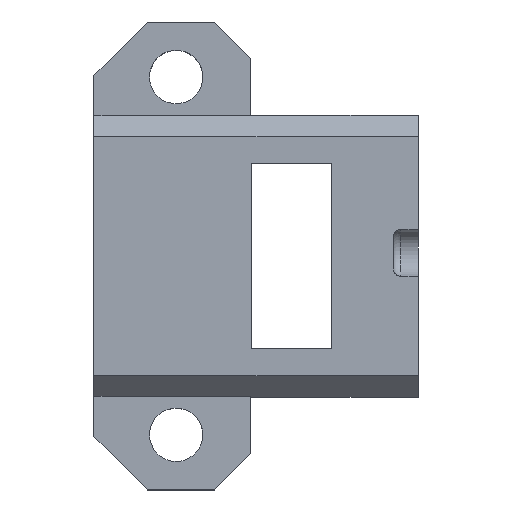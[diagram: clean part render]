
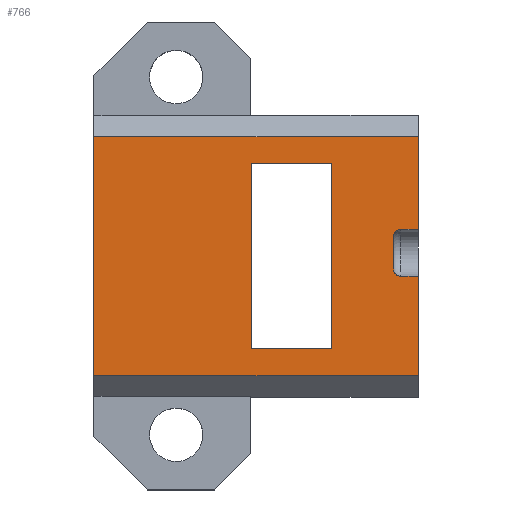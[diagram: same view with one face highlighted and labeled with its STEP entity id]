
A CAD part, top view. The second image highlights one B-rep face of the part: STEP entity #766.
In plain terms, the highlighted planar face has unit normal (0, 0, 1).
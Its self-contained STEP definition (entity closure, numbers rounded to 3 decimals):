
#19=FACE_BOUND('',#279,.T.);
#34=PLANE('',#825);
#62=LINE('',#1127,#145);
#64=LINE('',#1157,#147);
#65=LINE('',#1160,#148);
#66=LINE('',#1163,#149);
#67=LINE('',#1165,#150);
#68=LINE('',#1167,#151);
#69=LINE('',#1169,#152);
#70=LINE('',#1170,#153);
#71=LINE('',#1173,#154);
#72=LINE('',#1175,#155);
#73=LINE('',#1177,#156);
#74=LINE('',#1178,#157);
#145=VECTOR('',#894,10.);
#147=VECTOR('',#906,10.);
#148=VECTOR('',#909,10.);
#149=VECTOR('',#912,10.);
#150=VECTOR('',#913,10.);
#151=VECTOR('',#914,10.);
#152=VECTOR('',#915,10.);
#153=VECTOR('',#916,10.);
#154=VECTOR('',#917,10.);
#155=VECTOR('',#918,10.);
#156=VECTOR('',#919,10.);
#157=VECTOR('',#920,10.);
#240=FACE_OUTER_BOUND('',#278,.T.);
#278=EDGE_LOOP('',(#556,#557,#558,#559,#560,#561,#562,#563,#564,#565));
#279=EDGE_LOOP('',(#566,#567,#568,#569));
#349=B_SPLINE_CURVE_WITH_KNOTS('',3,(#1133,#1134,#1135,#1136,#1137,#1138,
#1139,#1140,#1141,#1142),.UNSPECIFIED.,.F.,.F.,(4,2,2,2,4),(0.156,
0.169,0.182,0.195,0.208),
 .UNSPECIFIED.);
#350=B_SPLINE_CURVE_WITH_KNOTS('',3,(#1145,#1146,#1147,#1148,#1149,#1150,
#1151,#1152,#1153,#1154),.UNSPECIFIED.,.F.,.F.,(4,2,2,2,4),(0.,0.013,
0.026,0.039,0.052),.UNSPECIFIED.);
#357=VERTEX_POINT('',#1125);
#358=VERTEX_POINT('',#1126);
#359=VERTEX_POINT('',#1132);
#360=VERTEX_POINT('',#1143);
#361=VERTEX_POINT('',#1156);
#362=VERTEX_POINT('',#1158);
#363=VERTEX_POINT('',#1162);
#364=VERTEX_POINT('',#1164);
#365=VERTEX_POINT('',#1166);
#366=VERTEX_POINT('',#1168);
#367=VERTEX_POINT('',#1171);
#368=VERTEX_POINT('',#1172);
#369=VERTEX_POINT('',#1174);
#370=VERTEX_POINT('',#1176);
#432=EDGE_CURVE('',#357,#358,#62,.F.);
#435=EDGE_CURVE('',#359,#357,#349,.F.);
#437=EDGE_CURVE('',#358,#360,#350,.F.);
#438=EDGE_CURVE('',#361,#359,#64,.F.);
#440=EDGE_CURVE('',#360,#362,#65,.F.);
#441=EDGE_CURVE('',#363,#362,#66,.T.);
#442=EDGE_CURVE('',#364,#363,#67,.T.);
#443=EDGE_CURVE('',#365,#364,#68,.T.);
#444=EDGE_CURVE('',#366,#365,#69,.T.);
#445=EDGE_CURVE('',#361,#366,#70,.T.);
#446=EDGE_CURVE('',#367,#368,#71,.T.);
#447=EDGE_CURVE('',#369,#367,#72,.T.);
#448=EDGE_CURVE('',#370,#369,#73,.T.);
#449=EDGE_CURVE('',#368,#370,#74,.T.);
#556=ORIENTED_EDGE('',*,*,#438,.T.);
#557=ORIENTED_EDGE('',*,*,#435,.T.);
#558=ORIENTED_EDGE('',*,*,#432,.T.);
#559=ORIENTED_EDGE('',*,*,#437,.T.);
#560=ORIENTED_EDGE('',*,*,#440,.T.);
#561=ORIENTED_EDGE('',*,*,#441,.F.);
#562=ORIENTED_EDGE('',*,*,#442,.F.);
#563=ORIENTED_EDGE('',*,*,#443,.F.);
#564=ORIENTED_EDGE('',*,*,#444,.F.);
#565=ORIENTED_EDGE('',*,*,#445,.F.);
#566=ORIENTED_EDGE('',*,*,#446,.F.);
#567=ORIENTED_EDGE('',*,*,#447,.F.);
#568=ORIENTED_EDGE('',*,*,#448,.F.);
#569=ORIENTED_EDGE('',*,*,#449,.F.);
#766=ADVANCED_FACE('',(#240,#19),#34,.F.);
#825=AXIS2_PLACEMENT_3D('',#1161,#910,#911);
#894=DIRECTION('',(0.,-1.,0.));
#906=DIRECTION('',(1.,0.,0.));
#909=DIRECTION('',(-1.,0.,0.));
#910=DIRECTION('center_axis',(0.,0.,-1.));
#911=DIRECTION('ref_axis',(-1.,0.,0.));
#912=DIRECTION('',(0.,-1.,0.));
#913=DIRECTION('',(1.,0.,0.));
#914=DIRECTION('',(0.,1.,0.));
#915=DIRECTION('',(-1.,0.,0.));
#916=DIRECTION('',(0.,-1.,0.));
#917=DIRECTION('',(-1.,0.,0.));
#918=DIRECTION('',(0.,1.,0.));
#919=DIRECTION('',(1.,0.,0.));
#920=DIRECTION('',(0.,-1.,0.));
#1125=CARTESIAN_POINT('',(-23.45,-5.447,380.316));
#1126=CARTESIAN_POINT('',(-23.45,-3.953,380.316));
#1127=CARTESIAN_POINT('',(-23.45,-8.35,380.316));
#1132=CARTESIAN_POINT('',(-23.1,-5.798,380.316));
#1133=CARTESIAN_POINT('Ctrl Pts',(-23.45,-5.447,380.316));
#1134=CARTESIAN_POINT('Ctrl Pts',(-23.45,-5.49,380.316));
#1135=CARTESIAN_POINT('Ctrl Pts',(-23.44,-5.542,380.316));
#1136=CARTESIAN_POINT('Ctrl Pts',(-23.407,-5.622,380.316));
#1137=CARTESIAN_POINT('Ctrl Pts',(-23.378,-5.665,380.316));
#1138=CARTESIAN_POINT('Ctrl Pts',(-23.317,-5.726,380.316));
#1139=CARTESIAN_POINT('Ctrl Pts',(-23.274,-5.755,380.316));
#1140=CARTESIAN_POINT('Ctrl Pts',(-23.194,-5.788,380.316));
#1141=CARTESIAN_POINT('Ctrl Pts',(-23.143,-5.798,380.316));
#1142=CARTESIAN_POINT('Ctrl Pts',(-23.1,-5.798,380.316));
#1143=CARTESIAN_POINT('',(-23.1,-3.602,380.316));
#1145=CARTESIAN_POINT('Ctrl Pts',(-23.1,-3.602,380.316));
#1146=CARTESIAN_POINT('Ctrl Pts',(-23.143,-3.602,380.316));
#1147=CARTESIAN_POINT('Ctrl Pts',(-23.194,-3.612,380.316));
#1148=CARTESIAN_POINT('Ctrl Pts',(-23.274,-3.645,380.316));
#1149=CARTESIAN_POINT('Ctrl Pts',(-23.317,-3.674,380.316));
#1150=CARTESIAN_POINT('Ctrl Pts',(-23.378,-3.735,380.316));
#1151=CARTESIAN_POINT('Ctrl Pts',(-23.407,-3.778,380.316));
#1152=CARTESIAN_POINT('Ctrl Pts',(-23.44,-3.858,380.316));
#1153=CARTESIAN_POINT('Ctrl Pts',(-23.45,-3.91,380.316));
#1154=CARTESIAN_POINT('Ctrl Pts',(-23.45,-3.953,380.316));
#1156=CARTESIAN_POINT('',(-22.3,-5.798,380.316));
#1157=CARTESIAN_POINT('',(-22.3,-5.798,380.316));
#1158=CARTESIAN_POINT('',(-22.3,-3.602,380.316));
#1160=CARTESIAN_POINT('',(-22.3,-3.602,380.316));
#1161=CARTESIAN_POINT('Origin',(-24.3,-12.,380.316));
#1162=CARTESIAN_POINT('',(-22.3,0.75,380.316));
#1163=CARTESIAN_POINT('',(-22.3,-9.75,380.316));
#1164=CARTESIAN_POINT('',(-37.475,0.75,380.316));
#1165=CARTESIAN_POINT('',(-24.3,0.75,380.316));
#1166=CARTESIAN_POINT('',(-37.475,-10.45,380.316));
#1167=CARTESIAN_POINT('',(-37.475,-8.418,380.316));
#1168=CARTESIAN_POINT('',(-22.3,-10.45,380.316));
#1169=CARTESIAN_POINT('',(-24.3,-10.45,380.316));
#1170=CARTESIAN_POINT('',(-22.3,-9.75,380.316));
#1171=CARTESIAN_POINT('',(-26.333,-0.514,380.316));
#1172=CARTESIAN_POINT('',(-30.116,-0.514,380.316));
#1173=CARTESIAN_POINT('',(-25.317,-0.514,380.316));
#1174=CARTESIAN_POINT('',(-26.333,-9.153,380.316));
#1175=CARTESIAN_POINT('',(-26.333,-10.576,380.316));
#1176=CARTESIAN_POINT('',(-30.116,-9.153,380.316));
#1177=CARTESIAN_POINT('',(-27.208,-9.153,380.316));
#1178=CARTESIAN_POINT('',(-30.116,-6.257,380.316));
